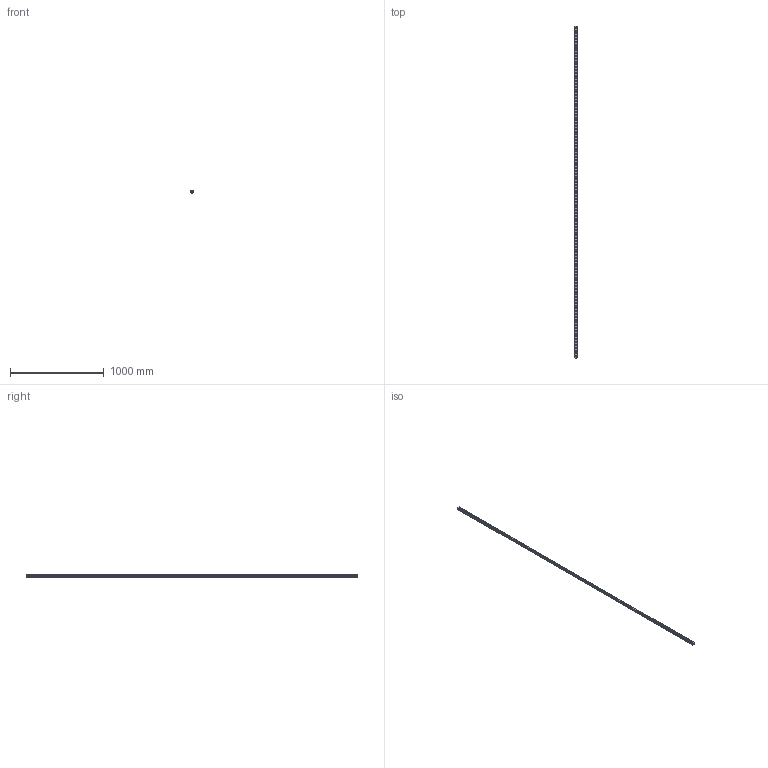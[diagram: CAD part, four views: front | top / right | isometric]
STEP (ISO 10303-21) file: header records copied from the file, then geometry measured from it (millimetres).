
FILE_DESCRIPTION(('STEP AP214'),'1');
FILE_NAME('cctmp_88128706-106C-4E04-8410-B24F5E3875A7_2021_03_11_10_42_39_0615..stp','2021-03-11T09:42:40',('HIWIN GmbH'),('CADClick - www.CADClick.com'),'Spatial InterOp 3D',' ','unknown authorization');
FILE_SCHEMA(('AUTOMOTIVE_DESIGN'));
Length unit declared in the file: millimetre
Products named in the file (1): RGR25R3550H_FILE
Bounding box: 23 x 3550 x 23.6 mm (x, y, z)
Volume: 1424058.3 mm3; surface area: 440123.3 mm2
Topology: 1 solids, 1 shells, 1179 faces, 2457 edges, 1638 vertices
Faces by surface type: cylinder 726, plane 453
Entity records: 41539 total; most frequent: DIRECTION 6269, CARTESIAN_POINT 5275, ORIENTED_EDGE 4914, AXIS2_PLACEMENT_3D 2632, EDGE_CURVE 2457, VERTEX_POINT 1638, EDGE_LOOP 1537, CIRCLE 1452
